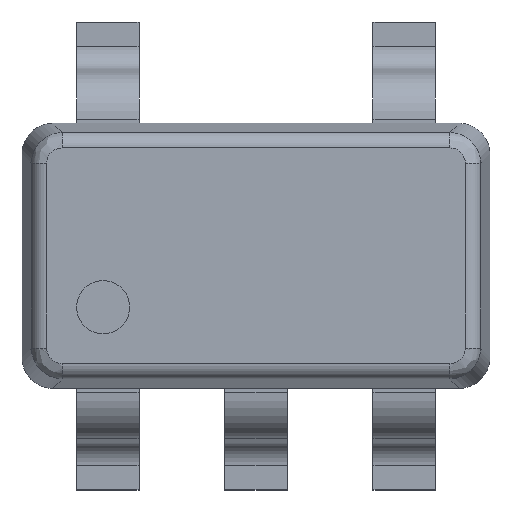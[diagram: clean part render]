
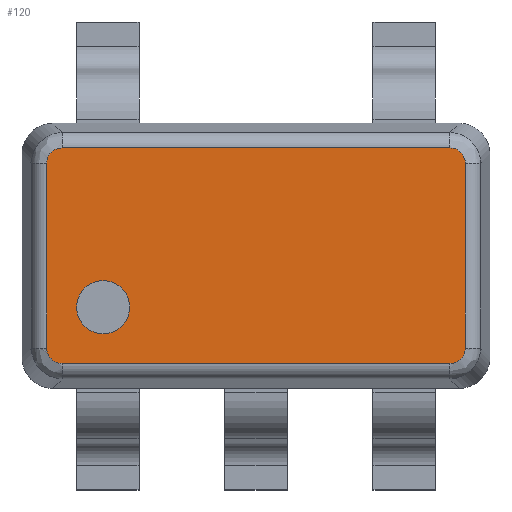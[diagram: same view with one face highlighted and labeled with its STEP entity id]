
A CAD part, top view. The second image highlights one B-rep face of the part: STEP entity #120.
In plain terms, the highlighted planar face has unit normal (0, 0, 1).
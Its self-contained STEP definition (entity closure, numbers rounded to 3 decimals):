
#120=ADVANCED_FACE('',(#1165,#1167),#1169,.T.);
#1165=FACE_BOUND('',#1166,.T.);
#1166=EDGE_LOOP('',(#2087,#2088,#2089,#2090,#2091,#2092,#2093,#2094));
#1167=FACE_BOUND('',#1168,.T.);
#1168=EDGE_LOOP('',(#2095));
#1169=PLANE('',#1170);
#1170=AXIS2_PLACEMENT_3D('',#1171,#1172,#1173);
#1171=CARTESIAN_POINT('',(0.,0.,1.1));
#1172=DIRECTION('',(0.,0.,1.));
#1173=DIRECTION('',(1.,0.,0.));
#2087=ORIENTED_EDGE('',*,*,#2677,.T.);
#2088=ORIENTED_EDGE('',*,*,#2678,.F.);
#2089=ORIENTED_EDGE('',*,*,#2679,.T.);
#2090=ORIENTED_EDGE('',*,*,#2680,.F.);
#2091=ORIENTED_EDGE('',*,*,#2681,.T.);
#2092=ORIENTED_EDGE('',*,*,#2682,.F.);
#2093=ORIENTED_EDGE('',*,*,#2683,.T.);
#2094=ORIENTED_EDGE('',*,*,#2684,.F.);
#2095=ORIENTED_EDGE('',*,*,#2676,.F.);
#2676=EDGE_CURVE('',#2981,#2981,#2982,.T.);
#2677=EDGE_CURVE('',#2983,#2984,#2985,.T.);
#2678=EDGE_CURVE('',#2986,#2984,#2987,.F.);
#2679=EDGE_CURVE('',#2986,#2988,#2989,.T.);
#2680=EDGE_CURVE('',#2990,#2988,#2991,.F.);
#2681=EDGE_CURVE('',#2990,#2992,#2993,.T.);
#2682=EDGE_CURVE('',#2994,#2992,#2995,.F.);
#2683=EDGE_CURVE('',#2994,#2996,#2997,.T.);
#2684=EDGE_CURVE('',#2983,#2996,#2998,.F.);
#2981=VERTEX_POINT('',#3511);
#2982=CIRCLE('',#3512,0.17);
#2983=VERTEX_POINT('',#3516);
#2984=VERTEX_POINT('',#3517);
#2985=LINE('',#3518,#3519);
#2986=VERTEX_POINT('',#3521);
#2987=(BOUNDED_CURVE()B_SPLINE_CURVE(3,
(#3522,#3523,#3524,#3525),
.UNSPECIFIED.,.F.,.F.)B_SPLINE_CURVE_WITH_KNOTS((4,4),
(0.,1.),
.UNSPECIFIED.)CURVE()GEOMETRIC_REPRESENTATION_ITEM()RATIONAL_B_SPLINE_CURVE((1.,
0.812,0.812,1.))REPRESENTATION_ITEM(''));
#2988=VERTEX_POINT('',#3526);
#2989=LINE('',#3527,#3528);
#2990=VERTEX_POINT('',#3530);
#2991=(BOUNDED_CURVE()B_SPLINE_CURVE(3,
(#3531,#3532,#3533,#3534),
.UNSPECIFIED.,.F.,.F.)B_SPLINE_CURVE_WITH_KNOTS((4,4),
(0.,1.),
.UNSPECIFIED.)CURVE()GEOMETRIC_REPRESENTATION_ITEM()RATIONAL_B_SPLINE_CURVE((1.,
0.812,0.812,1.))REPRESENTATION_ITEM(''));
#2992=VERTEX_POINT('',#3535);
#2993=LINE('',#3536,#3537);
#2994=VERTEX_POINT('',#3539);
#2995=(BOUNDED_CURVE()B_SPLINE_CURVE(3,
(#3540,#3541,#3542,#3543),
.UNSPECIFIED.,.F.,.F.)B_SPLINE_CURVE_WITH_KNOTS((4,4),
(0.,1.),
.UNSPECIFIED.)CURVE()GEOMETRIC_REPRESENTATION_ITEM()RATIONAL_B_SPLINE_CURVE((1.,
0.812,0.812,1.))REPRESENTATION_ITEM(''));
#2996=VERTEX_POINT('',#3544);
#2997=LINE('',#3545,#3546);
#2998=(BOUNDED_CURVE()B_SPLINE_CURVE(3,
(#3548,#3549,#3550,#3551),
.UNSPECIFIED.,.F.,.F.)B_SPLINE_CURVE_WITH_KNOTS((4,4),
(0.,1.),
.UNSPECIFIED.)CURVE()GEOMETRIC_REPRESENTATION_ITEM()RATIONAL_B_SPLINE_CURVE((1.,
0.812,0.812,1.))REPRESENTATION_ITEM(''));
#3511=CARTESIAN_POINT('',(-0.81,-0.33,1.1));
#3512=AXIS2_PLACEMENT_3D('',#3513,#3514,#3515);
#3513=CARTESIAN_POINT('',(-0.98,-0.33,1.1));
#3514=DIRECTION('',(0.,0.,1.));
#3515=DIRECTION('',(1.,0.,0.));
#3516=CARTESIAN_POINT('',(-1.243,-0.691,1.1));
#3517=CARTESIAN_POINT('',(1.243,-0.691,1.1));
#3518=CARTESIAN_POINT('',(-1.243,-0.691,1.1));
#3519=VECTOR('',#3520,1.);
#3520=DIRECTION('',(1.,0.,0.));
#3521=CARTESIAN_POINT('',(1.341,-0.593,1.1));
#3522=CARTESIAN_POINT('',(1.243,-0.691,1.1));
#3523=CARTESIAN_POINT('',(1.301,-0.691,1.1));
#3524=CARTESIAN_POINT('',(1.341,-0.651,1.1));
#3525=CARTESIAN_POINT('',(1.341,-0.593,1.1));
#3526=CARTESIAN_POINT('',(1.341,0.593,1.1));
#3527=CARTESIAN_POINT('',(1.341,-0.593,1.1));
#3528=VECTOR('',#3529,1.);
#3529=DIRECTION('',(0.,1.,0.));
#3530=CARTESIAN_POINT('',(1.243,0.691,1.1));
#3531=CARTESIAN_POINT('',(1.341,0.593,1.1));
#3532=CARTESIAN_POINT('',(1.341,0.651,1.1));
#3533=CARTESIAN_POINT('',(1.301,0.691,1.1));
#3534=CARTESIAN_POINT('',(1.243,0.691,1.1));
#3535=CARTESIAN_POINT('',(-1.243,0.691,1.1));
#3536=CARTESIAN_POINT('',(1.243,0.691,1.1));
#3537=VECTOR('',#3538,1.);
#3538=DIRECTION('',(-1.,0.,0.));
#3539=CARTESIAN_POINT('',(-1.341,0.593,1.1));
#3540=CARTESIAN_POINT('',(-1.243,0.691,1.1));
#3541=CARTESIAN_POINT('',(-1.301,0.691,1.1));
#3542=CARTESIAN_POINT('',(-1.341,0.651,1.1));
#3543=CARTESIAN_POINT('',(-1.341,0.593,1.1));
#3544=CARTESIAN_POINT('',(-1.341,-0.593,1.1));
#3545=CARTESIAN_POINT('',(-1.341,0.593,1.1));
#3546=VECTOR('',#3547,1.);
#3547=DIRECTION('',(0.,-1.,0.));
#3548=CARTESIAN_POINT('',(-1.341,-0.593,1.1));
#3549=CARTESIAN_POINT('',(-1.341,-0.651,1.1));
#3550=CARTESIAN_POINT('',(-1.301,-0.691,1.1));
#3551=CARTESIAN_POINT('',(-1.243,-0.691,1.1));
